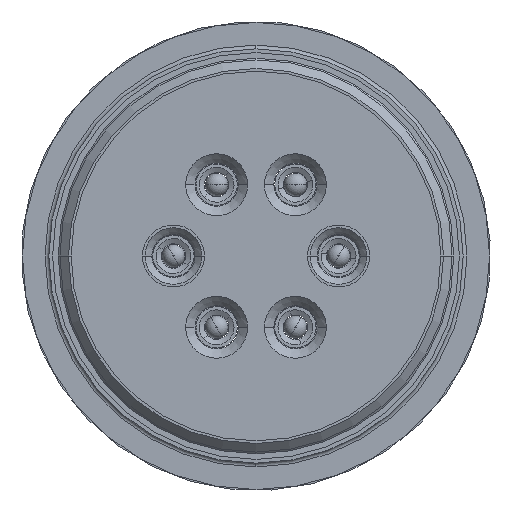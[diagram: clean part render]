
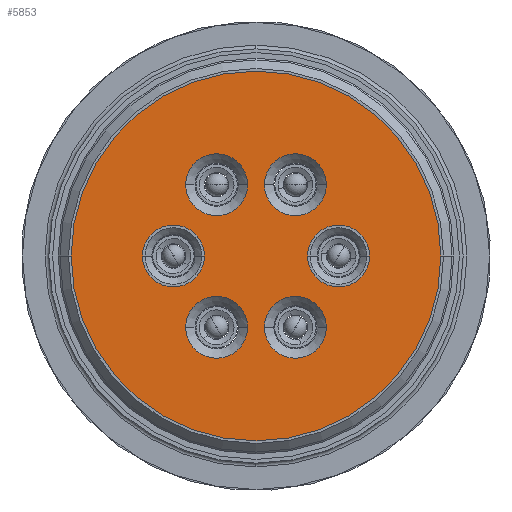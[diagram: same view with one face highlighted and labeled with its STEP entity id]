
A CAD part, front view. The second image highlights one B-rep face of the part: STEP entity #5853.
In plain terms, the highlighted planar face has unit normal (0, -1, 0).
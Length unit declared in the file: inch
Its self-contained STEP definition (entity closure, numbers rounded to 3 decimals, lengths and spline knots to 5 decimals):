
#32 = CARTESIAN_POINT ( 'NONE',  ( -0.19, 0., -0.105 ) ) ;
#53 = VERTEX_POINT ( 'NONE', #3087 ) ;
#61 = DIRECTION ( 'NONE',  ( 0., 0., 1. ) ) ;
#85 = ORIENTED_EDGE ( 'NONE', *, *, #1864, .T. ) ;
#119 = DIRECTION ( 'NONE',  ( 0., 1., 0. ) ) ;
#145 = CARTESIAN_POINT ( 'NONE',  ( 0., 0., 0.1375 ) ) ;
#174 = CARTESIAN_POINT ( 'NONE',  ( 0., 0., 0. ) ) ;
#180 = DIRECTION ( 'NONE',  ( 0., 0., 1. ) ) ;
#186 = DIRECTION ( 'NONE',  ( 0., 0., 1. ) ) ;
#215 = DIRECTION ( 'NONE',  ( 0., 1., 0. ) ) ;
#276 = CARTESIAN_POINT ( 'NONE',  ( 0.19, 0., 0.1875 ) ) ;
#322 = DIRECTION ( 'NONE',  ( 0., -1., 0. ) ) ;
#445 = CARTESIAN_POINT ( 'NONE',  ( 0.19, 0., 0.0225 ) ) ;
#446 = FACE_OUTER_BOUND ( 'NONE', #3380, .T. ) ;
#474 = AXIS2_PLACEMENT_3D ( 'NONE', #1580, #1609, #186 ) ;
#493 = EDGE_LOOP ( 'NONE', ( #4807, #4399 ) ) ;
#546 = AXIS2_PLACEMENT_3D ( 'NONE', #917, #5035, #4170 ) ;
#567 = DIRECTION ( 'NONE',  ( 0., 0., 1. ) ) ;
#568 = CARTESIAN_POINT ( 'NONE',  ( -0.19, 0., -0.0225 ) ) ;
#632 = DIRECTION ( 'NONE',  ( 0., 0., 1. ) ) ;
#637 = EDGE_LOOP ( 'NONE', ( #4520, #85 ) ) ;
#638 = VERTEX_POINT ( 'NONE', #5157 ) ;
#640 = AXIS2_PLACEMENT_3D ( 'NONE', #5308, #1135, #4240 ) ;
#734 = CIRCLE ( 'NONE', #4631, 0.0825 ) ;
#737 = EDGE_CURVE ( 'NONE', #4128, #1687, #5094, .T. ) ;
#749 = VERTEX_POINT ( 'NONE', #4554 ) ;
#783 = VERTEX_POINT ( 'NONE', #445 ) ;
#839 = CARTESIAN_POINT ( 'NONE',  ( 0., 0., 0. ) ) ;
#878 = EDGE_LOOP ( 'NONE', ( #5975, #979 ) ) ;
#917 = CARTESIAN_POINT ( 'NONE',  ( 0., 0., -0.22 ) ) ;
#951 = CARTESIAN_POINT ( 'NONE',  ( 0., 0., 0. ) ) ;
#967 = AXIS2_PLACEMENT_3D ( 'NONE', #951, #322, #2065 ) ;
#979 = ORIENTED_EDGE ( 'NONE', *, *, #1045, .T. ) ;
#1036 = ORIENTED_EDGE ( 'NONE', *, *, #1079, .T. ) ;
#1045 = EDGE_CURVE ( 'NONE', #1056, #5901, #5599, .T. ) ;
#1056 = VERTEX_POINT ( 'NONE', #4195 ) ;
#1062 = DIRECTION ( 'NONE',  ( 0., 1., 0. ) ) ;
#1079 = EDGE_CURVE ( 'NONE', #3528, #3719, #2569, .T. ) ;
#1106 = DIRECTION ( 'NONE',  ( 0., 1., 0. ) ) ;
#1135 = DIRECTION ( 'NONE',  ( 0., 1., 0. ) ) ;
#1178 = CARTESIAN_POINT ( 'NONE',  ( -0.19, 0., -0.1875 ) ) ;
#1275 = EDGE_CURVE ( 'NONE', #3719, #3528, #5160, .T. ) ;
#1295 = DIRECTION ( 'NONE',  ( 0., 1., 0. ) ) ;
#1363 = PLANE ( 'NONE',  #3159 ) ;
#1366 = FACE_BOUND ( 'NONE', #5419, .T. ) ;
#1505 = CARTESIAN_POINT ( 'NONE',  ( 0., 0., -0.22 ) ) ;
#1564 = CARTESIAN_POINT ( 'NONE',  ( 0., 0., -0.4925 ) ) ;
#1580 = CARTESIAN_POINT ( 'NONE',  ( -0.19, 0., 0.105 ) ) ;
#1609 = DIRECTION ( 'NONE',  ( 0., 1., 0. ) ) ;
#1672 = EDGE_CURVE ( 'NONE', #638, #53, #5705, .T. ) ;
#1687 = VERTEX_POINT ( 'NONE', #4474 ) ;
#1703 = CIRCLE ( 'NONE', #3177, 0.0825 ) ;
#1753 = EDGE_CURVE ( 'NONE', #53, #638, #734, .T. ) ;
#1813 = FACE_BOUND ( 'NONE', #4527, .T. ) ;
#1825 = ORIENTED_EDGE ( 'NONE', *, *, #5477, .T. ) ;
#1826 = DIRECTION ( 'NONE',  ( 0., 1., 0. ) ) ;
#1862 = EDGE_CURVE ( 'NONE', #783, #5023, #1703, .T. ) ;
#1864 = EDGE_CURVE ( 'NONE', #749, #4990, #2489, .T. ) ;
#1878 = DIRECTION ( 'NONE',  ( 0., 0., 1. ) ) ;
#1880 = ORIENTED_EDGE ( 'NONE', *, *, #737, .T. ) ;
#2029 = CIRCLE ( 'NONE', #474, 0.0825 ) ;
#2065 = DIRECTION ( 'NONE',  ( 0., 0., 1. ) ) ;
#2114 = CIRCLE ( 'NONE', #967, 0.4925 ) ;
#2132 = DIRECTION ( 'NONE',  ( 0., 1., 0. ) ) ;
#2153 = ORIENTED_EDGE ( 'NONE', *, *, #1672, .T. ) ;
#2232 = AXIS2_PLACEMENT_3D ( 'NONE', #4865, #5812, #180 ) ;
#2455 = CARTESIAN_POINT ( 'NONE',  ( -0.19, 0., 0.1875 ) ) ;
#2489 = CIRCLE ( 'NONE', #546, 0.0825 ) ;
#2569 = CIRCLE ( 'NONE', #5112, 0.0825 ) ;
#2617 = ORIENTED_EDGE ( 'NONE', *, *, #1753, .T. ) ;
#2620 = AXIS2_PLACEMENT_3D ( 'NONE', #1505, #1106, #3808 ) ;
#2694 = DIRECTION ( 'NONE',  ( 0., 0., 1. ) ) ;
#2824 = CIRCLE ( 'NONE', #5260, 0.0825 ) ;
#2867 = EDGE_CURVE ( 'NONE', #5972, #3167, #2824, .T. ) ;
#3087 = CARTESIAN_POINT ( 'NONE',  ( 0.19, 0., -0.1875 ) ) ;
#3092 = CIRCLE ( 'NONE', #4939, 0.0825 ) ;
#3128 = DIRECTION ( 'NONE',  ( 0., 0., 1. ) ) ;
#3139 = AXIS2_PLACEMENT_3D ( 'NONE', #839, #5444, #2694 ) ;
#3159 = AXIS2_PLACEMENT_3D ( 'NONE', #174, #4369, #567 ) ;
#3167 = VERTEX_POINT ( 'NONE', #4892 ) ;
#3177 = AXIS2_PLACEMENT_3D ( 'NONE', #3179, #1826, #3736 ) ;
#3179 = CARTESIAN_POINT ( 'NONE',  ( 0.19, 0., 0.105 ) ) ;
#3225 = FACE_BOUND ( 'NONE', #5970, .T. ) ;
#3380 = EDGE_LOOP ( 'NONE', ( #1825, #1880 ) ) ;
#3480 = ORIENTED_EDGE ( 'NONE', *, *, #1275, .T. ) ;
#3528 = VERTEX_POINT ( 'NONE', #568 ) ;
#3667 = FACE_BOUND ( 'NONE', #637, .T. ) ;
#3677 = EDGE_CURVE ( 'NONE', #5023, #783, #4515, .T. ) ;
#3719 = VERTEX_POINT ( 'NONE', #1178 ) ;
#3736 = DIRECTION ( 'NONE',  ( 0., 0., 1. ) ) ;
#3808 = DIRECTION ( 'NONE',  ( 0., 0., 1. ) ) ;
#3819 = ORIENTED_EDGE ( 'NONE', *, *, #1862, .T. ) ;
#3990 = CARTESIAN_POINT ( 'NONE',  ( 0.19, 0., -0.105 ) ) ;
#4063 = EDGE_CURVE ( 'NONE', #4990, #749, #4776, .T. ) ;
#4128 = VERTEX_POINT ( 'NONE', #1564 ) ;
#4170 = DIRECTION ( 'NONE',  ( 0., 0., 1. ) ) ;
#4195 = CARTESIAN_POINT ( 'NONE',  ( 0., 0., 0.3025 ) ) ;
#4240 = DIRECTION ( 'NONE',  ( 0., 0., 1. ) ) ;
#4288 = CARTESIAN_POINT ( 'NONE',  ( 0., 0., 0.22 ) ) ;
#4289 = CARTESIAN_POINT ( 'NONE',  ( -0.19, 0., 0.105 ) ) ;
#4369 = DIRECTION ( 'NONE',  ( 0., 1., 0. ) ) ;
#4399 = ORIENTED_EDGE ( 'NONE', *, *, #2867, .T. ) ;
#4443 = DIRECTION ( 'NONE',  ( 0., 0., 1. ) ) ;
#4474 = CARTESIAN_POINT ( 'NONE',  ( 0., 0., 0.4925 ) ) ;
#4515 = CIRCLE ( 'NONE', #4613, 0.0825 ) ;
#4520 = ORIENTED_EDGE ( 'NONE', *, *, #4063, .T. ) ;
#4527 = EDGE_LOOP ( 'NONE', ( #3480, #1036 ) ) ;
#4554 = CARTESIAN_POINT ( 'NONE',  ( 0., 0., -0.1375 ) ) ;
#4613 = AXIS2_PLACEMENT_3D ( 'NONE', #5468, #1295, #5898 ) ;
#4617 = FACE_BOUND ( 'NONE', #878, .T. ) ;
#4631 = AXIS2_PLACEMENT_3D ( 'NONE', #3990, #2132, #4443 ) ;
#4776 = CIRCLE ( 'NONE', #2620, 0.0825 ) ;
#4807 = ORIENTED_EDGE ( 'NONE', *, *, #5509, .T. ) ;
#4865 = CARTESIAN_POINT ( 'NONE',  ( -0.19, 0., -0.105 ) ) ;
#4892 = CARTESIAN_POINT ( 'NONE',  ( -0.19, 0., 0.0225 ) ) ;
#4899 = AXIS2_PLACEMENT_3D ( 'NONE', #4288, #119, #61 ) ;
#4939 = AXIS2_PLACEMENT_3D ( 'NONE', #5904, #215, #3128 ) ;
#4990 = VERTEX_POINT ( 'NONE', #5823 ) ;
#5023 = VERTEX_POINT ( 'NONE', #276 ) ;
#5035 = DIRECTION ( 'NONE',  ( 0., 1., 0. ) ) ;
#5094 = CIRCLE ( 'NONE', #3139, 0.4925 ) ;
#5112 = AXIS2_PLACEMENT_3D ( 'NONE', #32, #1062, #1878 ) ;
#5157 = CARTESIAN_POINT ( 'NONE',  ( 0.19, 0., -0.0225 ) ) ;
#5160 = CIRCLE ( 'NONE', #2232, 0.0825 ) ;
#5260 = AXIS2_PLACEMENT_3D ( 'NONE', #4289, #5323, #632 ) ;
#5308 = CARTESIAN_POINT ( 'NONE',  ( 0.19, 0., -0.105 ) ) ;
#5323 = DIRECTION ( 'NONE',  ( 0., 1., 0. ) ) ;
#5419 = EDGE_LOOP ( 'NONE', ( #2617, #2153 ) ) ;
#5444 = DIRECTION ( 'NONE',  ( 0., -1., 0. ) ) ;
#5468 = CARTESIAN_POINT ( 'NONE',  ( 0.19, 0., 0.105 ) ) ;
#5477 = EDGE_CURVE ( 'NONE', #1687, #4128, #2114, .T. ) ;
#5509 = EDGE_CURVE ( 'NONE', #3167, #5972, #2029, .T. ) ;
#5598 = EDGE_CURVE ( 'NONE', #5901, #1056, #3092, .T. ) ;
#5599 = CIRCLE ( 'NONE', #4899, 0.0825 ) ;
#5705 = CIRCLE ( 'NONE', #640, 0.0825 ) ;
#5778 = ORIENTED_EDGE ( 'NONE', *, *, #3677, .T. ) ;
#5812 = DIRECTION ( 'NONE',  ( 0., 1., 0. ) ) ;
#5823 = CARTESIAN_POINT ( 'NONE',  ( 0., 0., -0.3025 ) ) ;
#5853 = ADVANCED_FACE ( 'NONE', ( #5994, #1813, #3667, #1366, #3225, #4617, #446 ), #1363, .F. ) ;
#5898 = DIRECTION ( 'NONE',  ( 0., 0., 1. ) ) ;
#5901 = VERTEX_POINT ( 'NONE', #145 ) ;
#5904 = CARTESIAN_POINT ( 'NONE',  ( 0., 0., 0.22 ) ) ;
#5970 = EDGE_LOOP ( 'NONE', ( #3819, #5778 ) ) ;
#5972 = VERTEX_POINT ( 'NONE', #2455 ) ;
#5975 = ORIENTED_EDGE ( 'NONE', *, *, #5598, .T. ) ;
#5994 = FACE_BOUND ( 'NONE', #493, .T. ) ;
